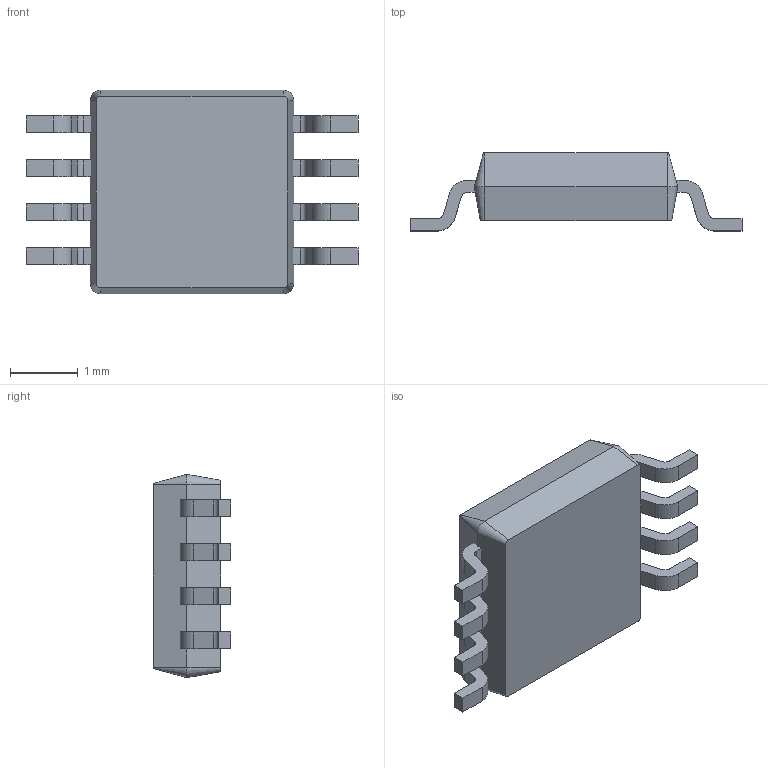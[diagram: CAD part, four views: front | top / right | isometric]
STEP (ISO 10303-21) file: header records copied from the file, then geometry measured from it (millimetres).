
FILE_DESCRIPTION(/* description */ (''),/* implementation_level */ '2;1');
FILE_NAME(/* name */ 'MSOP8.step',/* time_stamp */ '2020-09-17T00:25:11-07:00',/* author */ (''),/* organization */ (''),/* preprocessor_version */ 'ST-DEVELOPER v18.1',/* originating_system */ 'Autodesk Translation Framework v9.3.0.1241',/* authorisation */ '');
FILE_SCHEMA (('AUTOMOTIVE_DESIGN { 1 0 10303 214 3 1 1 }'));
Length unit declared in the file: millimetre
Products named in the file (1): msop-8
Bounding box: 4.9 x 1.15 x 3 mm (x, y, z)
Volume: 8.8 mm3; surface area: 36.2 mm2
Topology: 1 solids, 1 shells, 124 faces, 355 edges, 234 vertices
Faces by surface type: plane 83, cylinder 32, cone 9
Entity records: 4211 total; most frequent: CARTESIAN_POINT 714, ORIENTED_EDGE 710, DIRECTION 683, EDGE_CURVE 355, LINE 277, VECTOR 277, VERTEX_POINT 234, AXIS2_PLACEMENT_3D 203
